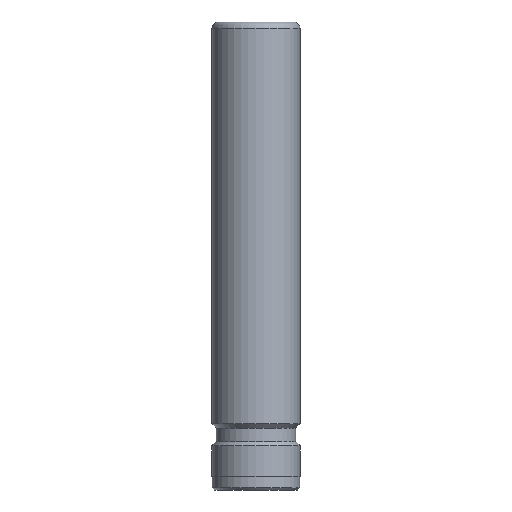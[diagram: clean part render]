
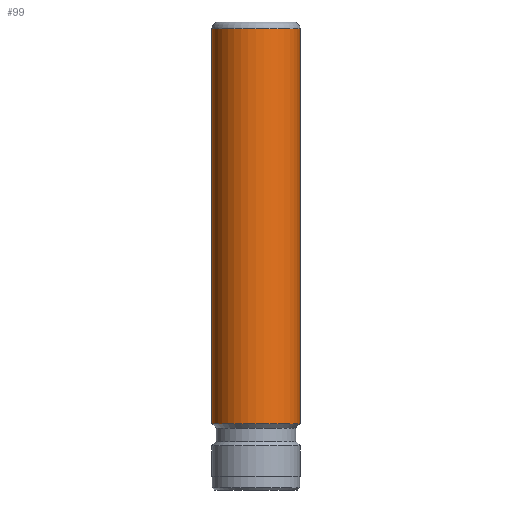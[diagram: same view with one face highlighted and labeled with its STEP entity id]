
A CAD part, front view. The second image highlights one B-rep face of the part: STEP entity #99.
In plain terms, the highlighted cylindrical face has radius 16 mm (diameter 32 mm), a partial arc.
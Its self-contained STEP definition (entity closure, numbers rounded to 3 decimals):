
#3 = VERTEX_POINT ( 'NONE', #748 ) ;
#11 = CARTESIAN_POINT ( 'NONE',  ( 0., 0., 167.5 ) ) ;
#14 = DIRECTION ( 'NONE',  ( 0., 0., -1. ) ) ;
#36 = CARTESIAN_POINT ( 'NONE',  ( 16., 0., 167.5 ) ) ;
#38 = ORIENTED_EDGE ( 'NONE', *, *, #489, .T. ) ;
#68 = CARTESIAN_POINT ( 'NONE',  ( -16., 0., 170. ) ) ;
#84 = EDGE_CURVE ( 'NONE', #268, #438, #291, .T. ) ;
#93 = EDGE_CURVE ( 'NONE', #268, #3, #284, .T. ) ;
#99 = ADVANCED_FACE ( 'NONE', ( #715 ), #568, .T. ) ;
#147 = VECTOR ( 'NONE', #249, 1000. ) ;
#218 = LINE ( 'NONE', #68, #147 ) ;
#244 = VECTOR ( 'NONE', #364, 1000. ) ;
#249 = DIRECTION ( 'NONE',  ( 0., 0., -1. ) ) ;
#250 = CARTESIAN_POINT ( 'NONE',  ( 0., 0., 170. ) ) ;
#252 = VERTEX_POINT ( 'NONE', #397 ) ;
#268 = VERTEX_POINT ( 'NONE', #36 ) ;
#284 = CIRCLE ( 'NONE', #370, 16. ) ;
#288 = AXIS2_PLACEMENT_3D ( 'NONE', #487, #311, #356 ) ;
#291 = LINE ( 'NONE', #526, #244 ) ;
#300 = CARTESIAN_POINT ( 'NONE',  ( 16., 0., 24. ) ) ;
#306 = DIRECTION ( 'NONE',  ( 0., 0., -1. ) ) ;
#311 = DIRECTION ( 'NONE',  ( 0., 0., -1. ) ) ;
#354 = DIRECTION ( 'NONE',  ( -1., 0., 0. ) ) ;
#356 = DIRECTION ( 'NONE',  ( -1., 0., 0. ) ) ;
#364 = DIRECTION ( 'NONE',  ( 0., 0., -1. ) ) ;
#370 = AXIS2_PLACEMENT_3D ( 'NONE', #11, #14, #528 ) ;
#397 = CARTESIAN_POINT ( 'NONE',  ( -16., 0., 24. ) ) ;
#438 = VERTEX_POINT ( 'NONE', #300 ) ;
#487 = CARTESIAN_POINT ( 'NONE',  ( 0., 0., 24. ) ) ;
#489 = EDGE_CURVE ( 'NONE', #3, #252, #218, .T. ) ;
#504 = EDGE_CURVE ( 'NONE', #438, #252, #738, .T. ) ;
#526 = CARTESIAN_POINT ( 'NONE',  ( 16., 0., 170. ) ) ;
#528 = DIRECTION ( 'NONE',  ( 1., 0., 0. ) ) ;
#537 = ORIENTED_EDGE ( 'NONE', *, *, #84, .F. ) ;
#545 = AXIS2_PLACEMENT_3D ( 'NONE', #250, #306, #354 ) ;
#550 = ORIENTED_EDGE ( 'NONE', *, *, #504, .F. ) ;
#568 = CYLINDRICAL_SURFACE ( 'NONE', #545, 16. ) ;
#592 = EDGE_LOOP ( 'NONE', ( #537, #600, #38, #550 ) ) ;
#600 = ORIENTED_EDGE ( 'NONE', *, *, #93, .T. ) ;
#715 = FACE_OUTER_BOUND ( 'NONE', #592, .T. ) ;
#738 = CIRCLE ( 'NONE', #288, 16. ) ;
#748 = CARTESIAN_POINT ( 'NONE',  ( -16., 0., 167.5 ) ) ;
